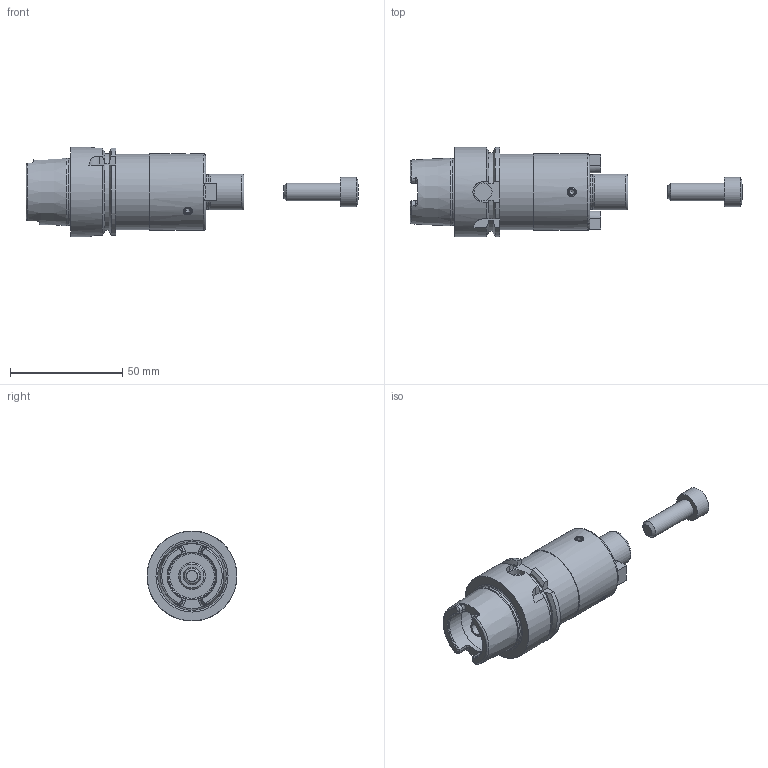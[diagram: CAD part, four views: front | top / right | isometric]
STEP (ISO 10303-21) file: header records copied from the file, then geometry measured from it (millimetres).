
FILE_DESCRIPTION((''),'2;1');
FILE_NAME('535013616060-3D.stp','2020-04-28T16:24:30',('nttooll'),(''),'Autodesk Inventor 2012','Autodesk Inventor 2012','');
FILE_SCHEMA(('AUTOMOTIVE_DESIGN { 1 0 10303 214 1 1 1 1 }'));
Length unit declared in the file: millimetre
Products named in the file (1): 535013616060-3D
Bounding box: 147.78 x 40 x 40 mm (x, y, z)
Volume: 64735 mm3; surface area: 19192.3 mm2
Topology: 5 solids, 5 shells, 216 faces, 511 edges, 312 vertices
Faces by surface type: plane 73, cylinder 69, cone 48, torus 20, sphere 6
Full cylindrical faces by diameter (mm): 2 x3, 2.309 x3, 2.5 x6, 3.4 x3, 4 x6, 5 x1, 5.103 x1, 6.5 x1, 6.9 x1, 6.928 x1, 7.5 x1, 8 x4, 8.5 x1, 12 x1, 13 x1, 15.6 x1, 16 x1, 21 x1, 21.8 x1, 25.5 x1, 29.8 x1, 33.5 x1, 34 x1, 40 x1
Entity records: 6075 total; most frequent: CARTESIAN_POINT 1569, DIRECTION 969, ORIENTED_EDGE 798, AXIS2_PLACEMENT_3D 416, EDGE_CURVE 399, EDGE_LOOP 322, VERTEX_POINT 288, FACE_OUTER_BOUND 216
